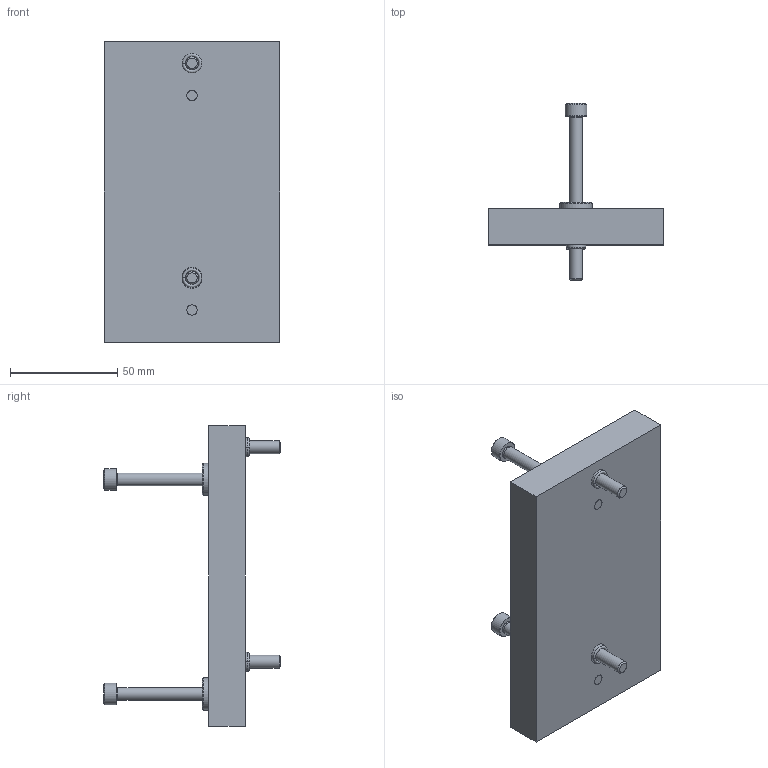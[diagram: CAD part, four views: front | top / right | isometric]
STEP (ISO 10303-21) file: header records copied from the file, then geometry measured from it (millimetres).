
FILE_DESCRIPTION(/* description */ ('STEP AP214'),/* implementation_level */ '2;1');
FILE_NAME(/* name */ '1909181_DHAA-D-H2-32-Q11-32',/* time_stamp */ '2024-08-16T12:46:41+02:00',/* author */ ('License CC BY-ND 4.0'),/* organization */ ('CADENAS'),/* preprocessor_version */ 'ST-DEVELOPER v19.3',/* originating_system */ 'PARTsolutions',/* authorisation */ ' ');
FILE_SCHEMA (('AUTOMOTIVE_DESIGN {1 0 10303 214 3 1 1}'));
Length unit declared in the file: millimetre
Products named in the file (6): 1909181 DHAA-D-H2-32-Q11-32; 1909181 DHAA-D-H2-32-Q11-32_p; 191409 ZBH-15; 8137184 ZBH-9-B; DIN-912 - M6x25(F); DIN-912 - M6x60(F)
Assembly tree (9 placements, depth 2):
  1909181 DHAA-D-H2-32-Q11-32
    1909181 DHAA-D-H2-32-Q11-32_p
    191409 ZBH-15  x2
    8137184 ZBH-9-B  x2
    DIN-912 - M6x25(F)  x2
    DIN-912 - M6x60(F)  x2
Bounding box: 82 x 82.4 x 140 mm (x, y, z)
Volume: 198341.7 mm3; surface area: 38380.9 mm2
Topology: 9 solids, 9 shells, 169 faces, 329 edges, 188 vertices
Faces by surface type: plane 86, cone 50, cylinder 29, torus 4
Full cylindrical faces by diameter (mm): 4.917 x2, 6 x4, 6.6 x1, 9 x1, 10 x4, 11 x1, 12.4 x2, 15 x4
Entity records: 2652 total; most frequent: CARTESIAN_POINT 469, DIRECTION 454, ORIENTED_EDGE 340, AXIS2_PLACEMENT_3D 189, EDGE_CURVE 170, FACE_BOUND 148, EDGE_LOOP 146, VERTEX_POINT 116
